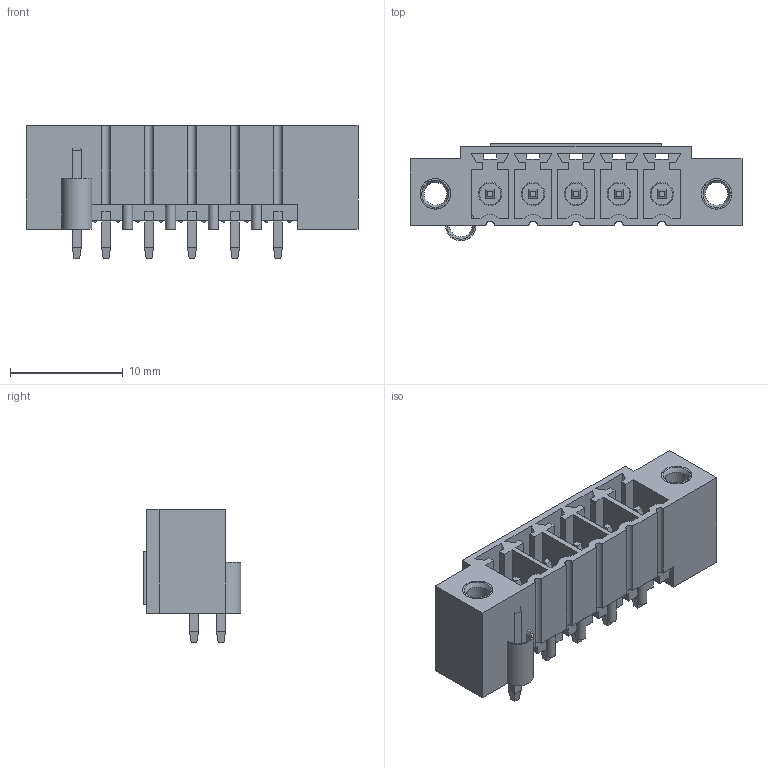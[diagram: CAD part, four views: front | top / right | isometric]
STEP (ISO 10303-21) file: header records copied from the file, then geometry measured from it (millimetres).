
FILE_DESCRIPTION( ( 'Unknown' ), '1' );
FILE_NAME( '691701320005B.stp', 'Unknown', ( 'Unknown' ), ( 'Unknown' ), 'PSStep 14.0', 'Unknown', ' ' );
FILE_SCHEMA( ( 'AUTOMOTIVE_DESIGN { 1 0 10303 214 1 1 1 1 }' ) );
Length unit declared in the file: millimetre
Products named in the file (4): Assem1; Thread; Pin_Straight 3.81mm; 05
Bounding box: 29.44 x 8.65 x 11.8 mm (x, y, z)
Volume: 2066.4 mm3; surface area: 4612.8 mm2
Topology: 11 solids, 11 shells, 587 faces, 1562 edges, 1023 vertices
Faces by surface type: plane 488, cylinder 66, sphere 20, cone 13
Full cylindrical faces by diameter (mm): 0.3 x20, 0.9 x16, 2.013 x3, 2.7 x7
Entity records: 10046 total; most frequent: CARTESIAN_POINT 1380, ORIENTED_EDGE 1314, DIRECTION 1284, EDGE_CURVE 657, LINE 574, VECTOR 574, VERTEX_POINT 451, AXIS2_PLACEMENT_3D 355
